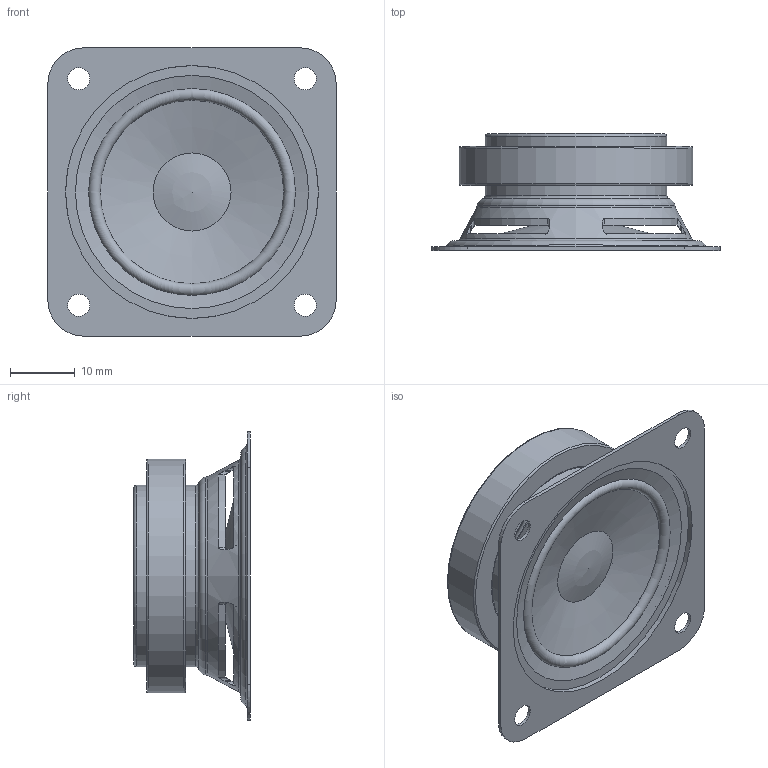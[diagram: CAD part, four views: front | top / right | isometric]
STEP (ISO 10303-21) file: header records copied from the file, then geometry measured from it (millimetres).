
FILE_DESCRIPTION (( 'STEP AP203' ), '1' );
FILE_NAME ('Speaker_small.STEP', '2016-06-07T16:22:36', ( '' ), ( '' ), 'SwSTEP 2.0', 'SolidWorks 2015', '' );
FILE_SCHEMA (( 'CONFIG_CONTROL_DESIGN' ));
Length unit declared in the file: inch
Products named in the file (2): Speaker_small
Bounding box: 44.45 x 18 x 44.45 mm (x, y, z)
Volume: 11425.2 mm3; surface area: 8624.9 mm2
Topology: 1 solids, 1 shells, 87 faces, 222 edges, 146 vertices
Faces by surface type: cylinder 40, plane 23, torus 15, cone 7, sphere 2
Full cylindrical faces by diameter (mm): 3.429 x4, 13.5 x1, 23 x1, 28 x2, 29.5 x1, 36 x1, 39 x1, 39.005 x1
Entity records: 2737 total; most frequent: CARTESIAN_POINT 723, DIRECTION 372, ORIENTED_EDGE 338, EDGE_CURVE 169, AXIS2_PLACEMENT_3D 162, EDGE_LOOP 148, VERTEX_POINT 129, FACE_OUTER_BOUND 114
